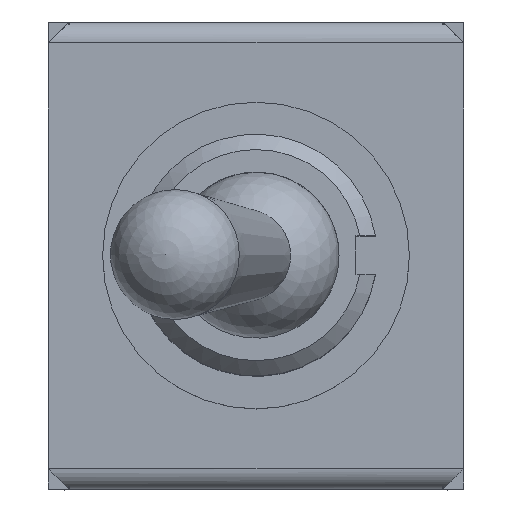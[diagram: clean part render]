
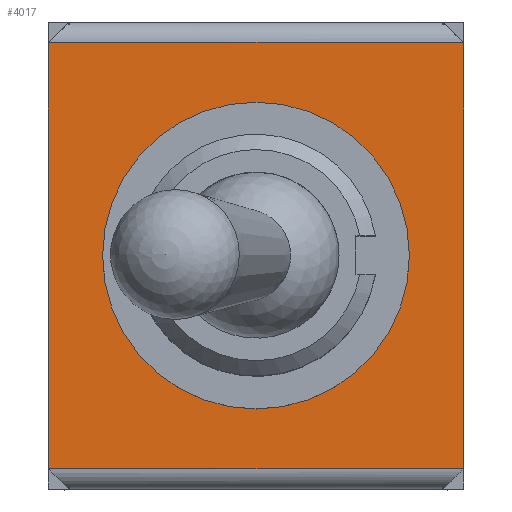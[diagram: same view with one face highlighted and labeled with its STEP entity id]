
A CAD part, top view. The second image highlights one B-rep face of the part: STEP entity #4017.
In plain terms, the highlighted planar face has unit normal (0, 0, 1).
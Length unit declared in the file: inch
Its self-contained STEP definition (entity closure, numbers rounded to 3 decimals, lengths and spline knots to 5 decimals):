
#179=FACE_BOUND('',#545,.T.);
#313=FACE_OUTER_BOUND('',#544,.T.);
#544=EDGE_LOOP('',(#3164,#3165,#3166,#3167,#3168,#3169,#3170,#3171));
#545=EDGE_LOOP('',(#3172));
#822=LINE('',#7337,#1244);
#826=LINE('',#7346,#1248);
#853=LINE('',#7405,#1275);
#855=LINE('',#7411,#1277);
#858=LINE('',#7416,#1280);
#859=LINE('',#7418,#1281);
#860=LINE('',#7420,#1282);
#861=LINE('',#7421,#1283);
#1244=VECTOR('',#4873,0.3937);
#1248=VECTOR('',#4881,0.3937);
#1275=VECTOR('',#4920,0.3937);
#1277=VECTOR('',#4926,0.3937);
#1280=VECTOR('',#4931,0.3937);
#1281=VECTOR('',#4932,0.3937);
#1282=VECTOR('',#4933,0.3937);
#1283=VECTOR('',#4934,0.3937);
#1517=CIRCLE('',#4171,0.11811);
#1593=VERTEX_POINT('',#5507);
#1785=VERTEX_POINT('',#7334);
#1786=VERTEX_POINT('',#7336);
#1789=VERTEX_POINT('',#7344);
#1814=VERTEX_POINT('',#7402);
#1815=VERTEX_POINT('',#7404);
#1817=VERTEX_POINT('',#7410);
#1819=VERTEX_POINT('',#7417);
#1820=VERTEX_POINT('',#7419);
#1992=EDGE_CURVE('',#1593,#1593,#1517,.T.);
#2266=EDGE_CURVE('',#1785,#1786,#822,.T.);
#2271=EDGE_CURVE('',#1789,#1785,#826,.T.);
#2301=EDGE_CURVE('',#1814,#1815,#853,.T.);
#2304=EDGE_CURVE('',#1815,#1817,#855,.T.);
#2307=EDGE_CURVE('',#1817,#1789,#858,.T.);
#2308=EDGE_CURVE('',#1819,#1814,#859,.T.);
#2309=EDGE_CURVE('',#1820,#1819,#860,.T.);
#2310=EDGE_CURVE('',#1786,#1820,#861,.T.);
#3164=ORIENTED_EDGE('',*,*,#2266,.F.);
#3165=ORIENTED_EDGE('',*,*,#2271,.F.);
#3166=ORIENTED_EDGE('',*,*,#2307,.F.);
#3167=ORIENTED_EDGE('',*,*,#2304,.F.);
#3168=ORIENTED_EDGE('',*,*,#2301,.F.);
#3169=ORIENTED_EDGE('',*,*,#2308,.F.);
#3170=ORIENTED_EDGE('',*,*,#2309,.F.);
#3171=ORIENTED_EDGE('',*,*,#2310,.F.);
#3172=ORIENTED_EDGE('',*,*,#1992,.T.);
#3816=PLANE('',#4297);
#4017=ADVANCED_FACE('',(#313,#179),#3816,.T.);
#4171=AXIS2_PLACEMENT_3D('',#5509,#4495,#4496);
#4297=AXIS2_PLACEMENT_3D('',#7415,#4929,#4930);
#4495=DIRECTION('center_axis',(0.,0.,
-1.));
#4496=DIRECTION('ref_axis',(-1.,0.,0.));
#4873=DIRECTION('',(1.,0.,0.));
#4881=DIRECTION('',(0.707,0.707,0.));
#4920=DIRECTION('',(-1.,0.,0.));
#4926=DIRECTION('',(-0.707,0.707,0.));
#4929=DIRECTION('center_axis',(0.,0.,
1.));
#4930=DIRECTION('ref_axis',(1.,0.,0.));
#4931=DIRECTION('',(0.,1.,0.));
#4932=DIRECTION('',(-0.707,-0.707,0.));
#4933=DIRECTION('',(0.,-1.,0.));
#4934=DIRECTION('',(0.707,-0.707,0.));
#5507=CARTESIAN_POINT('',(0.11811,0.,0.28858));
#5509=CARTESIAN_POINT('Origin',(0.,0.,
0.28858));
#7334=CARTESIAN_POINT('',(-0.15965,0.16417,0.28858));
#7336=CARTESIAN_POINT('',(0.15965,0.16417,0.28858));
#7337=CARTESIAN_POINT('',(-0.08002,0.16417,0.28858));
#7344=CARTESIAN_POINT('',(-0.16004,0.16378,0.28858));
#7346=CARTESIAN_POINT('',(-0.15694,0.16688,0.28858));
#7402=CARTESIAN_POINT('',(0.15965,-0.16417,0.28858));
#7404=CARTESIAN_POINT('',(-0.15965,-0.16417,0.28858));
#7405=CARTESIAN_POINT('',(0.08002,-0.16417,0.28858));
#7410=CARTESIAN_POINT('',(-0.16004,-0.16378,0.28858));
#7411=CARTESIAN_POINT('',(-0.15694,-0.16688,0.28858));
#7415=CARTESIAN_POINT('Origin',(0.,0.,
0.28858));
#7416=CARTESIAN_POINT('',(-0.16004,-0.17992,0.28858));
#7417=CARTESIAN_POINT('',(0.16004,-0.16378,0.28858));
#7418=CARTESIAN_POINT('',(0.15694,-0.16688,0.28858));
#7419=CARTESIAN_POINT('',(0.16004,0.16378,0.28858));
#7420=CARTESIAN_POINT('',(0.16004,0.17992,0.28858));
#7421=CARTESIAN_POINT('',(0.15694,0.16688,0.28858));
